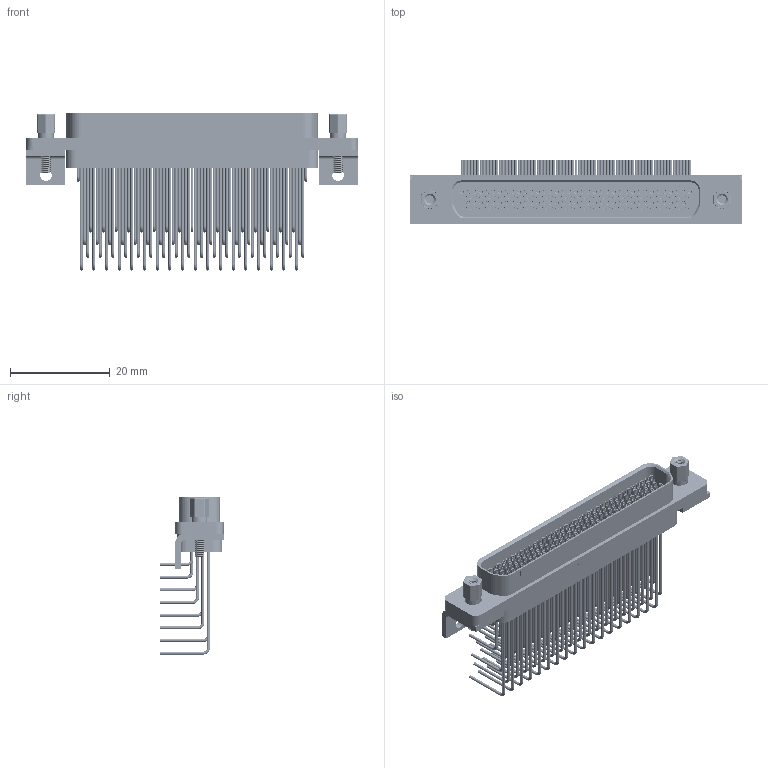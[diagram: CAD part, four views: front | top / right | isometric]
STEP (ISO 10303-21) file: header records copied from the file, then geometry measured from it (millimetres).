
FILE_DESCRIPTION (( 'STEP AP203' ), '1' );
FILE_NAME ('FMD002-F144BDNA-00.STEP', '2026-03-23T05:48:27', ( '' ), ( '' ), 'SwSTEP 2.0', 'SolidWorks 2021', '' );
FILE_SCHEMA (( 'CONFIG_CONTROL_DESIGN' ));
Length unit declared in the file: millimetre
Products named in the file (1): FMD002-F144BDNA-00
Bounding box: 66.6 x 12.7 x 31.52 mm (x, y, z)
Volume: 4803.7 mm3; surface area: 11097.8 mm2
Topology: 1 solids, 1 shells, 3262 faces, 7672 edges, 4898 vertices
Faces by surface type: cylinder 1314, plane 1061, torus 312, cone 306, bspline 269
Entity records: 107561 total; most frequent: CARTESIAN_POINT 31776, DIRECTION 16320, ORIENTED_EDGE 15344, EDGE_CURVE 7672, AXIS2_PLACEMENT_3D 6378, VERTEX_POINT 4898, EDGE_LOOP 3756, LINE 3564
